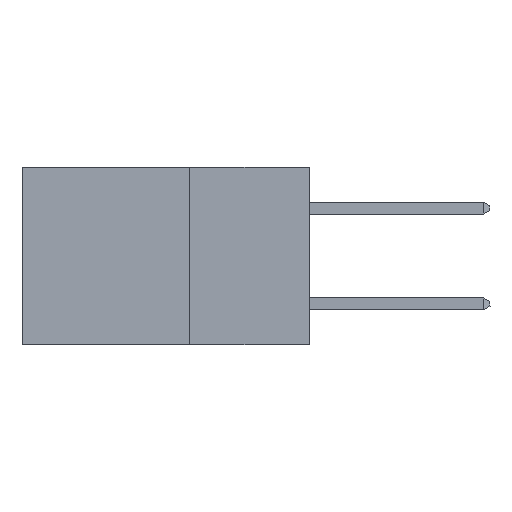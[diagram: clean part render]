
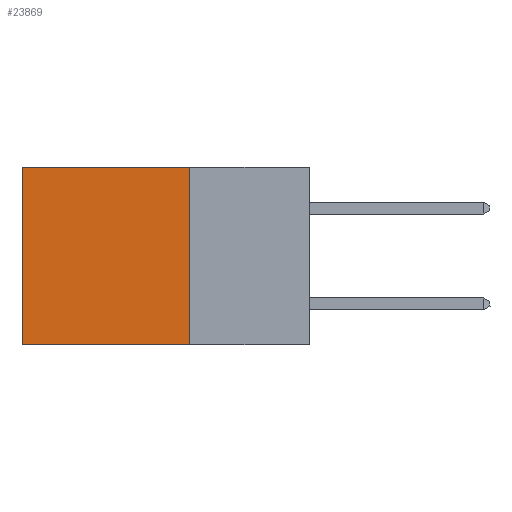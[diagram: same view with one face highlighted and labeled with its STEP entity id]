
A CAD part, left-side view. The second image highlights one B-rep face of the part: STEP entity #23869.
In plain terms, the highlighted planar face has unit normal (-1, 0, 0).
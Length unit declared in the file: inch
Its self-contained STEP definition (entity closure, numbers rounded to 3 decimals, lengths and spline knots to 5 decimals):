
#272 = CARTESIAN_POINT ( 'NONE',  ( 0.2875, 0.6, 0. ) ) ;
#628 = CARTESIAN_POINT ( 'NONE',  ( 0.2875, 0.25, 0. ) ) ;
#1135 = VECTOR ( 'NONE', #21644, 39.37008 ) ;
#1297 = CARTESIAN_POINT ( 'NONE',  ( 0.2875, 0.6, -0.37 ) ) ;
#2641 = LINE ( 'NONE', #4505, #19921 ) ;
#2891 = DIRECTION ( 'NONE',  ( 0., 0., -1. ) ) ;
#3181 = ORIENTED_EDGE ( 'NONE', *, *, #14927, .F. ) ;
#3465 = VERTEX_POINT ( 'NONE', #3884 ) ;
#3602 = VERTEX_POINT ( 'NONE', #14210 ) ;
#3884 = CARTESIAN_POINT ( 'NONE',  ( 0.2875, 0.25, -0.37 ) ) ;
#4505 = CARTESIAN_POINT ( 'NONE',  ( 0.2875, 0.25, -0.37 ) ) ;
#4895 = EDGE_CURVE ( 'NONE', #14299, #3465, #11201, .T. ) ;
#4965 = EDGE_LOOP ( 'NONE', ( #13893, #3181, #8640, #8386 ) ) ;
#8139 = DIRECTION ( 'NONE',  ( 0., 0., -1. ) ) ;
#8386 = ORIENTED_EDGE ( 'NONE', *, *, #15614, .T. ) ;
#8640 = ORIENTED_EDGE ( 'NONE', *, *, #4895, .F. ) ;
#9436 = PLANE ( 'NONE',  #16242 ) ;
#11201 = LINE ( 'NONE', #14888, #18774 ) ;
#11398 = DIRECTION ( 'NONE',  ( 0., 0., -1. ) ) ;
#12110 = FACE_OUTER_BOUND ( 'NONE', #4965, .T. ) ;
#13441 = LINE ( 'NONE', #272, #14666 ) ;
#13893 = ORIENTED_EDGE ( 'NONE', *, *, #21392, .T. ) ;
#14210 = CARTESIAN_POINT ( 'NONE',  ( 0.2875, 0.6, 0. ) ) ;
#14299 = VERTEX_POINT ( 'NONE', #628 ) ;
#14666 = VECTOR ( 'NONE', #2891, 39.37008 ) ;
#14888 = CARTESIAN_POINT ( 'NONE',  ( 0.2875, 0.25, 0. ) ) ;
#14927 = EDGE_CURVE ( 'NONE', #3465, #20934, #2641, .T. ) ;
#15614 = EDGE_CURVE ( 'NONE', #14299, #3602, #18071, .T. ) ;
#16242 = AXIS2_PLACEMENT_3D ( 'NONE', #24863, #17054, #11398 ) ;
#17054 = DIRECTION ( 'NONE',  ( 1., 0., 0. ) ) ;
#17664 = CARTESIAN_POINT ( 'NONE',  ( 0.2875, 0.25, 0. ) ) ;
#18071 = LINE ( 'NONE', #17664, #1135 ) ;
#18774 = VECTOR ( 'NONE', #8139, 39.37008 ) ;
#19921 = VECTOR ( 'NONE', #21839, 39.37008 ) ;
#20934 = VERTEX_POINT ( 'NONE', #1297 ) ;
#21392 = EDGE_CURVE ( 'NONE', #3602, #20934, #13441, .T. ) ;
#21644 = DIRECTION ( 'NONE',  ( 0., 1., 0. ) ) ;
#21839 = DIRECTION ( 'NONE',  ( 0., 1., 0. ) ) ;
#23869 = ADVANCED_FACE ( 'NONE', ( #12110 ), #9436, .F. ) ;
#24863 = CARTESIAN_POINT ( 'NONE',  ( 0.2875, 0.25, 0. ) ) ;
